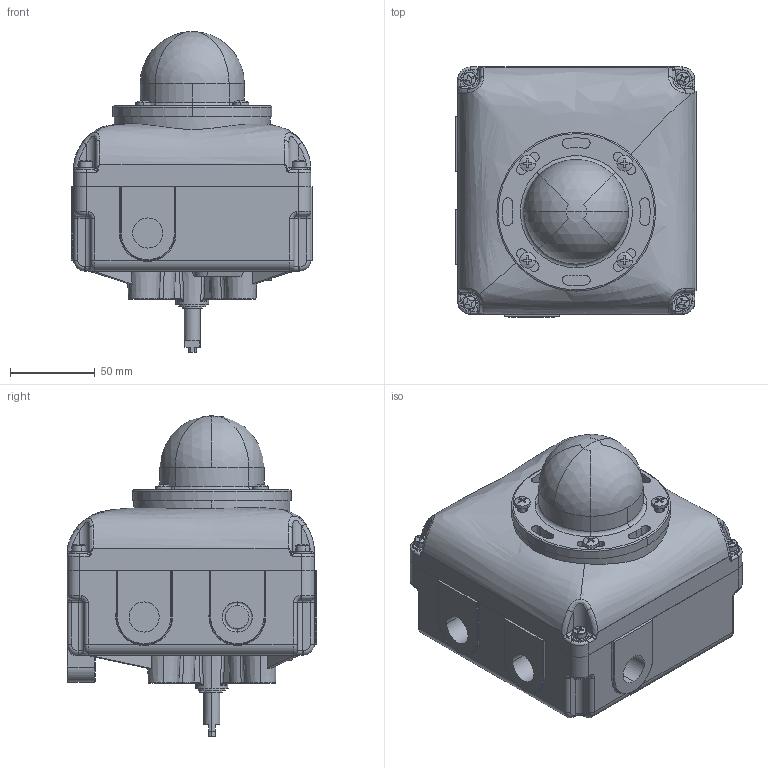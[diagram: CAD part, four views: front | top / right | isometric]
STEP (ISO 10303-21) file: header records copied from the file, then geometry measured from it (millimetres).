
FILE_DESCRIPTION (( 'STEP AP214' ), '1' );
FILE_NAME ('PSPM_Dome_Namurspindel_gänga NPT halvtum_190219.STEP', '2019-02-19T12:57:51', ( '' ), ( '' ), 'SwSTEP 2.0', 'SolidWorks 2017', '' );
FILE_SCHEMA (( 'AUTOMOTIVE_DESIGN' ));
Length unit declared in the file: millimetre
Products named in the file (1): PSPM_Dome_Namurspindel_gänga NPT halvtum_190219
Bounding box: 142.7 x 147.5 x 189.39 mm (x, y, z)
Volume: 1786133.4 mm3; surface area: 189409.5 mm2
Topology: 32 solids, 46 shells, 1389 faces, 3303 edges, 2014 vertices
Faces by surface type: cylinder 400, plane 343, cone 251, torus 237, bspline 130, sphere 28
Entity records: 112424 total; most frequent: CARTESIAN_POINT 79885, DIRECTION 7222, ORIENTED_EDGE 6514, EDGE_CURVE 3257, AXIS2_PLACEMENT_3D 3083, VERTEX_POINT 2012, CIRCLE 1823, EDGE_LOOP 1505
